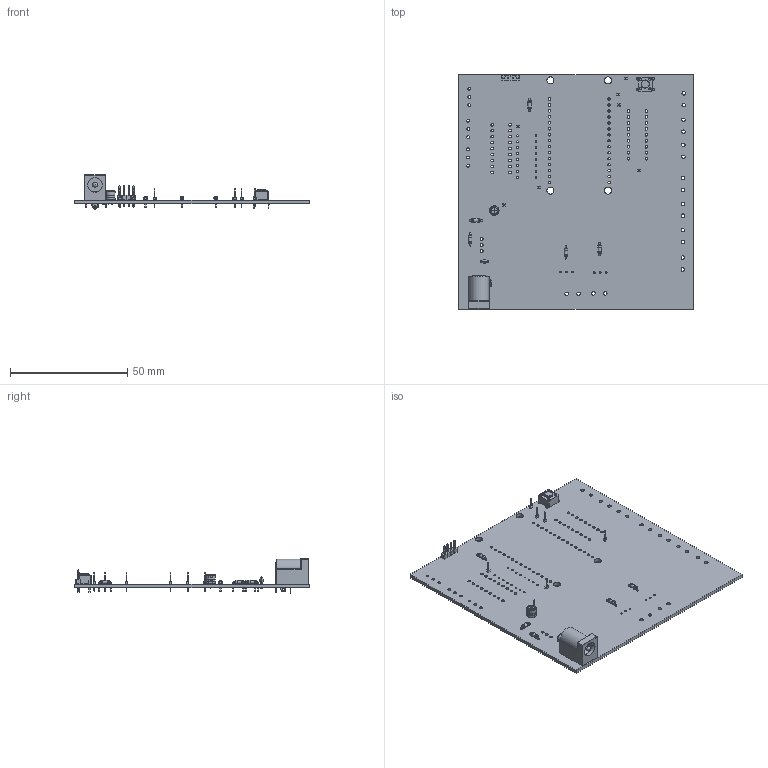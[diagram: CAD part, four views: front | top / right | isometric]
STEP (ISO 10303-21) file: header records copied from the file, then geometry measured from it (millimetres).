
FILE_DESCRIPTION(('KiCad electronic assembly'),'2;1');
FILE_NAME('kratos-pcb.step','2024-02-20T18:49:46',('Pcbnew'),('Kicad'), 'Open CASCADE STEP processor 7.5','KiCad to STEP converter','Unknown' );
FILE_SCHEMA(('AUTOMOTIVE_DESIGN { 1 0 10303 214 1 1 1 1 }'));
Length unit declared in the file: millimetre
Products named in the file (16): kratos-pcb 1; PinHeader_1x01_P1.00mm_Vertical; PinHeader_1x01_P100mm_Vertical; SW_PUSH_6mm_H4.3mm; SW_PUSH_6mm_h4.3mm; R_Axial_DIN0204_L3.6mm_D1.6mm_P5.08mm_Horizontal; R_Axial_DIN0204_L36mm_D16mm_P508mm_Horizontal; BarrelJack_Horizontal; C_Disc_D3.0mm_W1.6mm_P2.50mm; C_Disc_D30mm_W16mm_P250mm; CP_Radial_D4.0mm_P1.50mm; CP_Radial_D40mm_P150mm; PinHeader_1x04_P2.00mm_Vertical; PinHeader_1x04_P200mm_Vertical; kratos-pcb PCB
Assembly tree (25 placements, depth 3):
  kratos-pcb 1
    PinHeader_1x01_P1.00mm_Vertical  x7
      PinHeader_1x01_P100mm_Vertical
    SW_PUSH_6mm_H4.3mm
      SW_PUSH_6mm_h4.3mm
    R_Axial_DIN0204_L3.6mm_D1.6mm_P5.08mm_Horizontal  x5
      R_Axial_DIN0204_L36mm_D16mm_P508mm_Horizontal
    BarrelJack_Horizontal
      BarrelJack_Horizontal
    C_Disc_D3.0mm_W1.6mm_P2.50mm
      C_Disc_D30mm_W16mm_P250mm
    CP_Radial_D4.0mm_P1.50mm
      CP_Radial_D40mm_P150mm
    PinHeader_1x04_P2.00mm_Vertical
      PinHeader_1x04_P200mm_Vertical
    kratos-pcb PCB
Bounding box: 100 x 100 x 14.6 mm (x, y, z)
Volume: 16727.1 mm3; surface area: 23356.1 mm2
Topology: 22 solids, 23 shells, 846 faces, 2085 edges, 1330 vertices
Faces by surface type: plane 537, cylinder 261, torus 23, revolution 8, bspline 8, sphere 7, extrusion 2
Full cylindrical faces by diameter (mm): 0.3 x2, 0.5 x19, 0.6 x2, 0.7 x10, 0.73 x16, 0.79 x6, 0.8 x6, 1 x6, 1.02 x30, 1.1 x40, 1.2 x9, 1.24 x3, 1.44 x5, 1.5 x2, 1.52 x18, 1.6 x10, 2 x2, 3 x4, 3.5 x1, 6.3 x1
Entity records: 47708 total; most frequent: CARTESIAN_POINT 12466, DIRECTION 5932, VECTOR 3561, LINE 3559, ORIENTED_EDGE 3204, PCURVE 3204, DEFINITIONAL_REPRESENTATION 3204, EDGE_CURVE 1602
